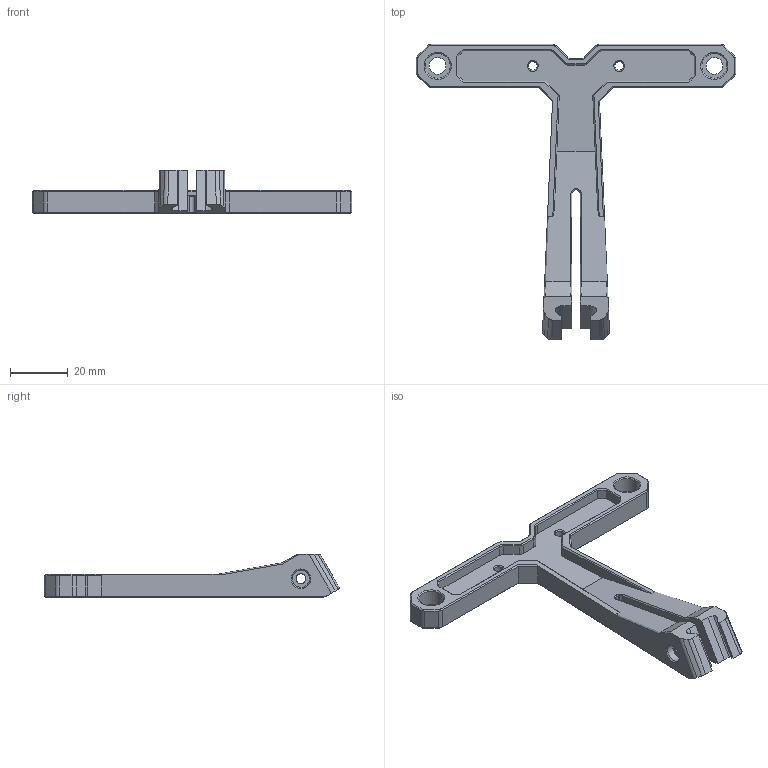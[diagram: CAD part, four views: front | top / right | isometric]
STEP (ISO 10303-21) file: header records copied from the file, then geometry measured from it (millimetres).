
FILE_DESCRIPTION(/* description */ (''),/* implementation_level */ '2;1');
FILE_NAME(/* name */ 'filament_guide_ecas.step',/* time_stamp */ '2025-07-28T12:39:38+02:00',/* author */ (''),/* organization */ (''),/* preprocessor_version */ 'ST-DEVELOPER v20.1',/* originating_system */ 'Autodesk Translation Framework v14.10.0.0',/* authorisation */ '');
FILE_SCHEMA (('AUTOMOTIVE_DESIGN { 1 0 10303 214 3 1 1 }'));
Length unit declared in the file: millimetre
Products named in the file (1): filament-guide-E2
Bounding box: 111 x 102.5 x 14.92 mm (x, y, z)
Volume: 20710.3 mm3; surface area: 12159.8 mm2
Topology: 1 solids, 1 shells, 215 faces, 527 edges, 317 vertices
Faces by surface type: plane 125, cone 42, cylinder 37, bspline 11
Full cylindrical faces by diameter (mm): 3 x2, 3.4 x2, 4.6 x1, 5.8 x2, 6 x1, 8.65 x2
Entity records: 6463 total; most frequent: CARTESIAN_POINT 1369, ORIENTED_EDGE 1054, DIRECTION 1025, EDGE_CURVE 527, LINE 395, VECTOR 395, VERTEX_POINT 317, AXIS2_PLACEMENT_3D 315
